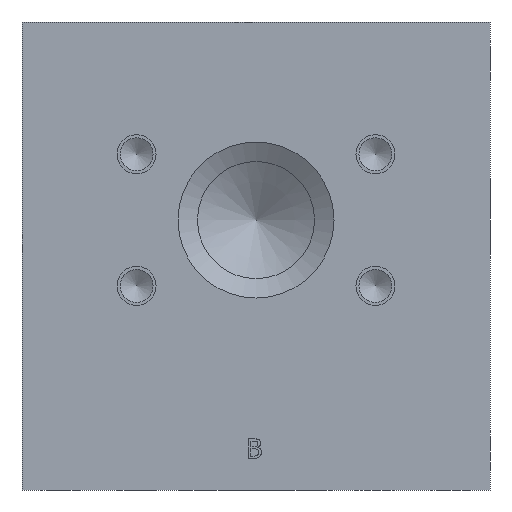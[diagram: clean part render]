
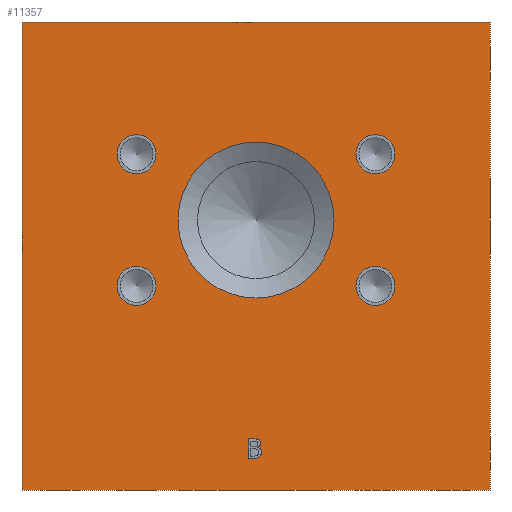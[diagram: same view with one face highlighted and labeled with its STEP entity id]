
A CAD part, front view. The second image highlights one B-rep face of the part: STEP entity #11357.
In plain terms, the highlighted planar face has unit normal (0, -1, 0).
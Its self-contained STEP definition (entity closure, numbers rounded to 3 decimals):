
#160=CIRCLE('',#11980,6.35);
#161=CIRCLE('',#11981,6.35);
#162=CIRCLE('',#11982,6.35);
#163=CIRCLE('',#11983,6.35);
#164=CIRCLE('',#11984,6.35);
#165=CIRCLE('',#11985,6.35);
#166=CIRCLE('',#11986,6.35);
#167=CIRCLE('',#11987,6.35);
#168=CIRCLE('',#11988,25.4);
#169=CIRCLE('',#11989,25.4);
#451=FACE_BOUND('',#1553,.T.);
#452=FACE_BOUND('',#1554,.T.);
#453=FACE_BOUND('',#1555,.T.);
#454=FACE_BOUND('',#1556,.T.);
#455=FACE_BOUND('',#1557,.T.);
#456=FACE_BOUND('',#1558,.T.);
#558=B_SPLINE_CURVE_WITH_KNOTS('',2,(#15866,#15867,#15868,#15869),
 .UNSPECIFIED.,.F.,.F.,(3,1,3),(0.,1.,2.),.UNSPECIFIED.);
#560=B_SPLINE_CURVE_WITH_KNOTS('',2,(#15893,#15894,#15895,#15896),
 .UNSPECIFIED.,.F.,.F.,(3,1,3),(0.,1.,2.),.UNSPECIFIED.);
#562=B_SPLINE_CURVE_WITH_KNOTS('',2,(#15912,#15913,#15914,#15915),
 .UNSPECIFIED.,.F.,.F.,(3,1,3),(0.,1.,2.),.UNSPECIFIED.);
#564=B_SPLINE_CURVE_WITH_KNOTS('',2,(#15931,#15932,#15933,#15934),
 .UNSPECIFIED.,.F.,.F.,(3,1,3),(0.,1.,2.),.UNSPECIFIED.);
#566=B_SPLINE_CURVE_WITH_KNOTS('',2,(#15968,#15969,#15970,#15971),
 .UNSPECIFIED.,.F.,.F.,(3,1,3),(0.,1.,2.),.UNSPECIFIED.);
#568=B_SPLINE_CURVE_WITH_KNOTS('',2,(#15986,#15987,#15988,#15989),
 .UNSPECIFIED.,.F.,.F.,(3,1,3),(0.,1.,2.),.UNSPECIFIED.);
#934=FACE_OUTER_BOUND('',#1552,.T.);
#1552=EDGE_LOOP('',(#7524,#7525,#7526,#7527));
#1553=EDGE_LOOP('',(#7528,#7529,#7530,#7531,#7532,#7533,#7534,#7535,#7536,
#7537));
#1554=EDGE_LOOP('',(#7538,#7539));
#1555=EDGE_LOOP('',(#7540,#7541));
#1556=EDGE_LOOP('',(#7542,#7543));
#1557=EDGE_LOOP('',(#7544,#7545));
#1558=EDGE_LOOP('',(#7546,#7547));
#2279=LINE('',#15626,#3403);
#2311=LINE('',#15880,#3435);
#2317=LINE('',#15943,#3441);
#2320=LINE('',#15949,#3444);
#2323=LINE('',#15955,#3447);
#2327=LINE('',#15997,#3451);
#2328=LINE('',#15999,#3452);
#2329=LINE('',#16000,#3453);
#3403=VECTOR('',#12872,10.);
#3435=VECTOR('',#12954,10.);
#3441=VECTOR('',#12962,10.);
#3444=VECTOR('',#12967,10.);
#3447=VECTOR('',#12972,10.);
#3451=VECTOR('',#12980,10.);
#3452=VECTOR('',#12981,10.);
#3453=VECTOR('',#12982,10.);
#4497=VERTEX_POINT('',#15624);
#4498=VERTEX_POINT('',#15625);
#4547=VERTEX_POINT('',#15864);
#4548=VERTEX_POINT('',#15865);
#4551=VERTEX_POINT('',#15879);
#4553=VERTEX_POINT('',#15892);
#4555=VERTEX_POINT('',#15911);
#4557=VERTEX_POINT('',#15930);
#4559=VERTEX_POINT('',#15942);
#4561=VERTEX_POINT('',#15948);
#4563=VERTEX_POINT('',#15954);
#4565=VERTEX_POINT('',#15967);
#4567=VERTEX_POINT('',#15996);
#4568=VERTEX_POINT('',#15998);
#4569=VERTEX_POINT('',#16001);
#4570=VERTEX_POINT('',#16002);
#4571=VERTEX_POINT('',#16005);
#4572=VERTEX_POINT('',#16006);
#4573=VERTEX_POINT('',#16009);
#4574=VERTEX_POINT('',#16010);
#4575=VERTEX_POINT('',#16013);
#4576=VERTEX_POINT('',#16014);
#4577=VERTEX_POINT('',#16017);
#4578=VERTEX_POINT('',#16018);
#5667=EDGE_CURVE('',#4497,#4498,#2279,.T.);
#5731=EDGE_CURVE('',#4547,#4548,#558,.T.);
#5735=EDGE_CURVE('',#4551,#4547,#2311,.T.);
#5738=EDGE_CURVE('',#4553,#4551,#560,.T.);
#5741=EDGE_CURVE('',#4555,#4553,#562,.T.);
#5744=EDGE_CURVE('',#4557,#4555,#564,.T.);
#5747=EDGE_CURVE('',#4559,#4557,#2317,.T.);
#5750=EDGE_CURVE('',#4561,#4559,#2320,.T.);
#5753=EDGE_CURVE('',#4563,#4561,#2323,.T.);
#5756=EDGE_CURVE('',#4565,#4563,#566,.T.);
#5759=EDGE_CURVE('',#4548,#4565,#568,.T.);
#5761=EDGE_CURVE('',#4498,#4567,#2327,.T.);
#5762=EDGE_CURVE('',#4568,#4567,#2328,.T.);
#5763=EDGE_CURVE('',#4497,#4568,#2329,.T.);
#5764=EDGE_CURVE('',#4569,#4570,#160,.T.);
#5765=EDGE_CURVE('',#4570,#4569,#161,.T.);
#5766=EDGE_CURVE('',#4571,#4572,#162,.T.);
#5767=EDGE_CURVE('',#4572,#4571,#163,.T.);
#5768=EDGE_CURVE('',#4573,#4574,#164,.T.);
#5769=EDGE_CURVE('',#4574,#4573,#165,.T.);
#5770=EDGE_CURVE('',#4575,#4576,#166,.T.);
#5771=EDGE_CURVE('',#4576,#4575,#167,.T.);
#5772=EDGE_CURVE('',#4577,#4578,#168,.T.);
#5773=EDGE_CURVE('',#4578,#4577,#169,.T.);
#7524=ORIENTED_EDGE('',*,*,#5667,.T.);
#7525=ORIENTED_EDGE('',*,*,#5761,.T.);
#7526=ORIENTED_EDGE('',*,*,#5762,.F.);
#7527=ORIENTED_EDGE('',*,*,#5763,.F.);
#7528=ORIENTED_EDGE('',*,*,#5731,.T.);
#7529=ORIENTED_EDGE('',*,*,#5759,.T.);
#7530=ORIENTED_EDGE('',*,*,#5756,.T.);
#7531=ORIENTED_EDGE('',*,*,#5753,.T.);
#7532=ORIENTED_EDGE('',*,*,#5750,.T.);
#7533=ORIENTED_EDGE('',*,*,#5747,.T.);
#7534=ORIENTED_EDGE('',*,*,#5744,.T.);
#7535=ORIENTED_EDGE('',*,*,#5741,.T.);
#7536=ORIENTED_EDGE('',*,*,#5738,.T.);
#7537=ORIENTED_EDGE('',*,*,#5735,.T.);
#7538=ORIENTED_EDGE('',*,*,#5764,.T.);
#7539=ORIENTED_EDGE('',*,*,#5765,.T.);
#7540=ORIENTED_EDGE('',*,*,#5766,.T.);
#7541=ORIENTED_EDGE('',*,*,#5767,.T.);
#7542=ORIENTED_EDGE('',*,*,#5768,.T.);
#7543=ORIENTED_EDGE('',*,*,#5769,.T.);
#7544=ORIENTED_EDGE('',*,*,#5770,.T.);
#7545=ORIENTED_EDGE('',*,*,#5771,.T.);
#7546=ORIENTED_EDGE('',*,*,#5772,.T.);
#7547=ORIENTED_EDGE('',*,*,#5773,.T.);
#10546=PLANE('',#11979);
#11357=ADVANCED_FACE('',(#934,#451,#452,#453,#454,#455,#456),#10546,.T.);
#11979=AXIS2_PLACEMENT_3D('',#15995,#12978,#12979);
#11980=AXIS2_PLACEMENT_3D('',#16003,#12983,#12984);
#11981=AXIS2_PLACEMENT_3D('',#16004,#12985,#12986);
#11982=AXIS2_PLACEMENT_3D('',#16007,#12987,#12988);
#11983=AXIS2_PLACEMENT_3D('',#16008,#12989,#12990);
#11984=AXIS2_PLACEMENT_3D('',#16011,#12991,#12992);
#11985=AXIS2_PLACEMENT_3D('',#16012,#12993,#12994);
#11986=AXIS2_PLACEMENT_3D('',#16015,#12995,#12996);
#11987=AXIS2_PLACEMENT_3D('',#16016,#12997,#12998);
#11988=AXIS2_PLACEMENT_3D('',#16019,#12999,#13000);
#11989=AXIS2_PLACEMENT_3D('',#16020,#13001,#13002);
#12872=DIRECTION('',(1.,0.,0.));
#12954=DIRECTION('',(0.,0.,-1.));
#12962=DIRECTION('',(1.,0.,0.));
#12967=DIRECTION('',(0.,0.,1.));
#12972=DIRECTION('',(-1.,0.,0.));
#12978=DIRECTION('center_axis',(0.,-1.,0.));
#12979=DIRECTION('ref_axis',(1.,0.,0.));
#12980=DIRECTION('',(0.,0.,1.));
#12981=DIRECTION('',(1.,0.,0.));
#12982=DIRECTION('',(0.,0.,1.));
#12983=DIRECTION('center_axis',(0.,1.,0.));
#12984=DIRECTION('ref_axis',(1.,0.,0.));
#12985=DIRECTION('center_axis',(0.,1.,0.));
#12986=DIRECTION('ref_axis',(1.,0.,0.));
#12987=DIRECTION('center_axis',(0.,1.,0.));
#12988=DIRECTION('ref_axis',(1.,0.,0.));
#12989=DIRECTION('center_axis',(0.,1.,0.));
#12990=DIRECTION('ref_axis',(1.,0.,0.));
#12991=DIRECTION('center_axis',(0.,1.,0.));
#12992=DIRECTION('ref_axis',(1.,0.,0.));
#12993=DIRECTION('center_axis',(0.,1.,0.));
#12994=DIRECTION('ref_axis',(1.,0.,0.));
#12995=DIRECTION('center_axis',(0.,1.,0.));
#12996=DIRECTION('ref_axis',(1.,0.,0.));
#12997=DIRECTION('center_axis',(0.,1.,0.));
#12998=DIRECTION('ref_axis',(1.,0.,0.));
#12999=DIRECTION('center_axis',(0.,1.,0.));
#13000=DIRECTION('ref_axis',(1.,0.,0.));
#13001=DIRECTION('center_axis',(0.,1.,0.));
#13002=DIRECTION('ref_axis',(1.,0.,0.));
#15624=CARTESIAN_POINT('',(0.,0.,0.));
#15625=CARTESIAN_POINT('',(152.4,0.,0.));
#15626=CARTESIAN_POINT('',(0.,0.,0.));
#15864=CARTESIAN_POINT('',(76.787,0.,13.849));
#15865=CARTESIAN_POINT('',(77.975,0.,12.269));
#15866=CARTESIAN_POINT('Ctrl Pts',(76.787,0.,13.849));
#15867=CARTESIAN_POINT('Ctrl Pts',(77.353,0.,13.694));
#15868=CARTESIAN_POINT('Ctrl Pts',(77.975,0.,12.876));
#15869=CARTESIAN_POINT('Ctrl Pts',(77.975,0.,12.269));
#15879=CARTESIAN_POINT('',(76.787,0.,13.88));
#15880=CARTESIAN_POINT('',(76.787,0.,6.94));
#15892=CARTESIAN_POINT('',(77.677,0.,15.238));
#15893=CARTESIAN_POINT('Ctrl Pts',(77.677,0.,15.238));
#15894=CARTESIAN_POINT('Ctrl Pts',(77.677,0.,14.791));
#15895=CARTESIAN_POINT('Ctrl Pts',(77.203,0.,14.08));
#15896=CARTESIAN_POINT('Ctrl Pts',(76.787,0.,13.88));
#15911=CARTESIAN_POINT('',(77.018,0.,16.411));
#15912=CARTESIAN_POINT('Ctrl Pts',(77.018,0.,16.411));
#15913=CARTESIAN_POINT('Ctrl Pts',(77.363,0.,16.231));
#15914=CARTESIAN_POINT('Ctrl Pts',(77.677,0.,15.64));
#15915=CARTESIAN_POINT('Ctrl Pts',(77.677,0.,15.238));
#15930=CARTESIAN_POINT('',(75.351,0.,16.669));
#15931=CARTESIAN_POINT('Ctrl Pts',(75.351,0.,16.669));
#15932=CARTESIAN_POINT('Ctrl Pts',(76.03,0.,16.669));
#15933=CARTESIAN_POINT('Ctrl Pts',(76.709,0.,16.581));
#15934=CARTESIAN_POINT('Ctrl Pts',(77.018,0.,16.411));
#15942=CARTESIAN_POINT('',(73.668,0.,16.669));
#15943=CARTESIAN_POINT('',(36.834,0.,16.669));
#15948=CARTESIAN_POINT('',(73.668,0.,10.319));
#15949=CARTESIAN_POINT('',(73.668,0.,5.159));
#15954=CARTESIAN_POINT('',(75.49,0.,10.319));
#15955=CARTESIAN_POINT('',(37.745,0.,10.319));
#15967=CARTESIAN_POINT('',(77.317,0.,10.833));
#15968=CARTESIAN_POINT('Ctrl Pts',(77.317,0.,10.833));
#15969=CARTESIAN_POINT('Ctrl Pts',(76.956,0.,10.555));
#15970=CARTESIAN_POINT('Ctrl Pts',(76.138,0.,10.319));
#15971=CARTESIAN_POINT('Ctrl Pts',(75.49,0.,10.319));
#15986=CARTESIAN_POINT('Ctrl Pts',(77.975,0.,12.269));
#15987=CARTESIAN_POINT('Ctrl Pts',(77.975,0.,11.796));
#15988=CARTESIAN_POINT('Ctrl Pts',(77.615,0.,11.07));
#15989=CARTESIAN_POINT('Ctrl Pts',(77.317,0.,10.833));
#15995=CARTESIAN_POINT('Origin',(0.,0.,0.));
#15996=CARTESIAN_POINT('',(152.4,0.,152.4));
#15997=CARTESIAN_POINT('',(152.4,0.,0.));
#15998=CARTESIAN_POINT('',(0.,0.,152.4));
#15999=CARTESIAN_POINT('',(0.,0.,152.4));
#16000=CARTESIAN_POINT('',(0.,0.,0.));
#16001=CARTESIAN_POINT('',(43.663,0.,109.347));
#16002=CARTESIAN_POINT('',(30.963,0.,109.347));
#16003=CARTESIAN_POINT('Origin',(37.313,0.,109.347));
#16004=CARTESIAN_POINT('Origin',(37.313,0.,109.347));
#16005=CARTESIAN_POINT('',(43.663,0.,66.472));
#16006=CARTESIAN_POINT('',(30.963,0.,66.472));
#16007=CARTESIAN_POINT('Origin',(37.313,0.,66.472));
#16008=CARTESIAN_POINT('Origin',(37.313,0.,66.472));
#16009=CARTESIAN_POINT('',(121.437,0.,109.347));
#16010=CARTESIAN_POINT('',(108.737,0.,109.347));
#16011=CARTESIAN_POINT('Origin',(115.087,0.,109.347));
#16012=CARTESIAN_POINT('Origin',(115.087,0.,109.347));
#16013=CARTESIAN_POINT('',(121.437,0.,66.472));
#16014=CARTESIAN_POINT('',(108.737,0.,66.472));
#16015=CARTESIAN_POINT('Origin',(115.087,0.,66.472));
#16016=CARTESIAN_POINT('Origin',(115.087,0.,66.472));
#16017=CARTESIAN_POINT('',(101.6,0.,87.909));
#16018=CARTESIAN_POINT('',(50.8,0.,87.909));
#16019=CARTESIAN_POINT('Origin',(76.2,0.,87.909));
#16020=CARTESIAN_POINT('Origin',(76.2,0.,87.909));
